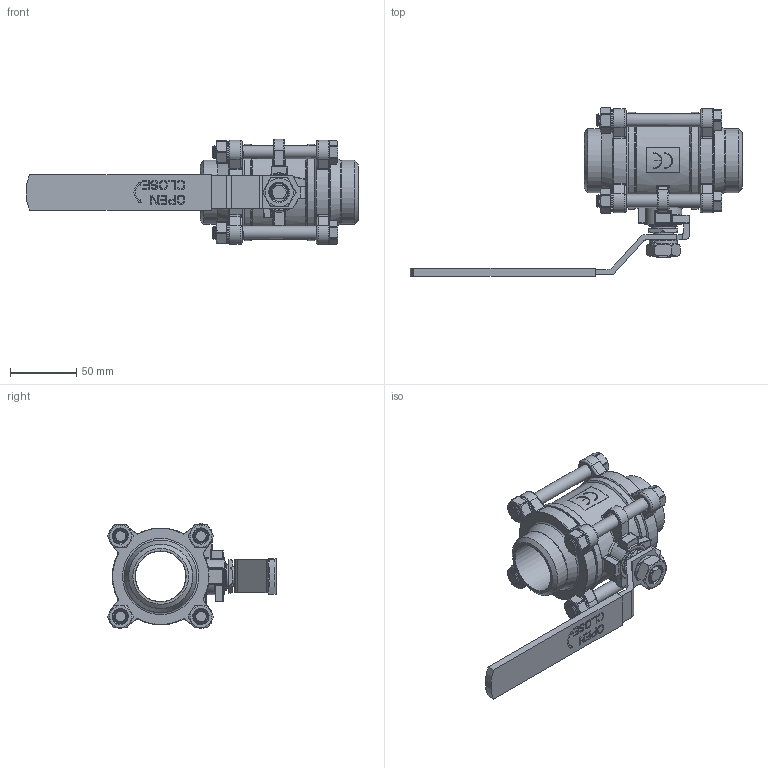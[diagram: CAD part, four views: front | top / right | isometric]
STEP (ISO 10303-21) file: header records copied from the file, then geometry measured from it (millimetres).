
FILE_DESCRIPTION((''),'2;1');
FILE_NAME('913-40.stp','2012-04-16T12:50:22',('gkl'),(''),'Autodesk Inventor 2012','Autodesk Inventor 2012','');
FILE_SCHEMA(('AUTOMOTIVE_DESIGN { 1 0 10303 214 1 1 1 1 }'));
Length unit declared in the file: millimetre
Products named in the file (1): 9140zh-3_asm
Bounding box: 250.68 x 127.31 x 79.4 mm (x, y, z)
Volume: 324913.5 mm3; surface area: 159176.7 mm2
Topology: 29 solids, 29 shells, 1712 faces, 4831 edges, 3223 vertices
Faces by surface type: plane 855, cylinder 469, bspline 221, torus 104, cone 48, sphere 15
Full cylindrical faces by diameter (mm): 10 x56, 11.8 x8, 12 x1, 15 x4, 15.4 x1, 15.5 x1, 18 x1, 19 x2, 19.5 x2, 20.5 x4, 20.7 x2, 38 x2, 38.1 x3, 48.408 x2, 53 x4, 61 x2, 63.2 x2, 63.3 x2, 69.3 x4, 70.5 x1, 73 x2
Entity records: 99586 total; most frequent: CARTESIAN_POINT 60034, ORIENTED_EDGE 8972, DIRECTION 6955, EDGE_CURVE 4486, VERTEX_POINT 3067, AXIS2_PLACEMENT_3D 2495, VECTOR 1965, LINE 1965
